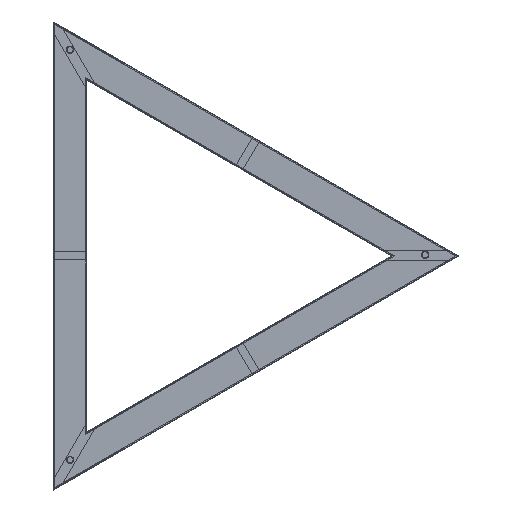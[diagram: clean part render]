
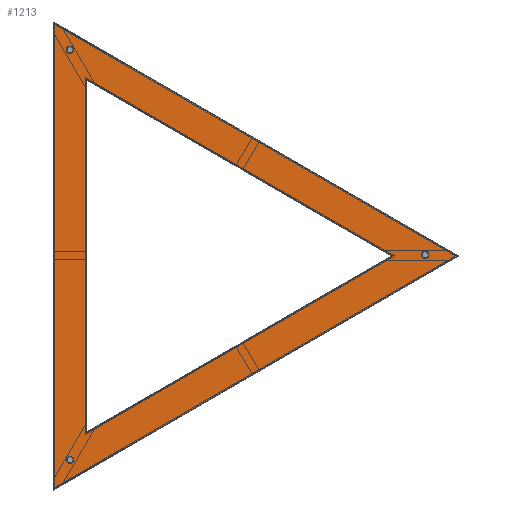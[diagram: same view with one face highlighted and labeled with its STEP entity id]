
A CAD part, top view. The second image highlights one B-rep face of the part: STEP entity #1213.
In plain terms, the highlighted face is planar.
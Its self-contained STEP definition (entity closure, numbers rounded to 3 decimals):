
#79=FACE_BOUND('',#248,.T.);
#80=FACE_BOUND('',#249,.T.);
#81=FACE_BOUND('',#250,.T.);
#82=FACE_BOUND('',#251,.T.);
#112=PLANE('',#1376);
#170=FACE_OUTER_BOUND('',#247,.T.);
#247=EDGE_LOOP('',(#937,#938,#939));
#248=EDGE_LOOP('',(#940));
#249=EDGE_LOOP('',(#941));
#250=EDGE_LOOP('',(#942));
#251=EDGE_LOOP('',(#943,#944,#945));
#349=LINE('',#1922,#476);
#350=LINE('',#1926,#477);
#351=LINE('',#1929,#478);
#360=LINE('',#1950,#487);
#361=LINE('',#1952,#488);
#362=LINE('',#1953,#489);
#476=VECTOR('',#1548,10.);
#477=VECTOR('',#1553,10.);
#478=VECTOR('',#1558,10.);
#487=VECTOR('',#1571,10.);
#488=VECTOR('',#1572,10.);
#489=VECTOR('',#1573,10.);
#569=CIRCLE('',#1349,1.5);
#571=CIRCLE('',#1353,1.5);
#573=CIRCLE('',#1357,1.5);
#591=VERTEX_POINT('',#1830);
#593=VERTEX_POINT('',#1837);
#595=VERTEX_POINT('',#1844);
#625=VERTEX_POINT('',#1919);
#626=VERTEX_POINT('',#1921);
#627=VERTEX_POINT('',#1925);
#636=VERTEX_POINT('',#1948);
#637=VERTEX_POINT('',#1949);
#638=VERTEX_POINT('',#1951);
#695=EDGE_CURVE('',#591,#591,#569,.T.);
#698=EDGE_CURVE('',#593,#593,#571,.T.);
#701=EDGE_CURVE('',#595,#595,#573,.T.);
#739=EDGE_CURVE('',#625,#626,#349,.T.);
#741=EDGE_CURVE('',#626,#627,#350,.T.);
#743=EDGE_CURVE('',#627,#625,#351,.T.);
#752=EDGE_CURVE('',#636,#637,#360,.T.);
#753=EDGE_CURVE('',#638,#636,#361,.T.);
#754=EDGE_CURVE('',#637,#638,#362,.T.);
#937=ORIENTED_EDGE('',*,*,#739,.F.);
#938=ORIENTED_EDGE('',*,*,#743,.F.);
#939=ORIENTED_EDGE('',*,*,#741,.F.);
#940=ORIENTED_EDGE('',*,*,#695,.T.);
#941=ORIENTED_EDGE('',*,*,#698,.T.);
#942=ORIENTED_EDGE('',*,*,#701,.T.);
#943=ORIENTED_EDGE('',*,*,#752,.F.);
#944=ORIENTED_EDGE('',*,*,#753,.F.);
#945=ORIENTED_EDGE('',*,*,#754,.F.);
#1213=ADVANCED_FACE('',(#170,#79,#80,#81,#82),#112,.F.);
#1349=AXIS2_PLACEMENT_3D('',#1831,#1470,#1471);
#1353=AXIS2_PLACEMENT_3D('',#1838,#1479,#1480);
#1357=AXIS2_PLACEMENT_3D('',#1845,#1488,#1489);
#1376=AXIS2_PLACEMENT_3D('',#1947,#1569,#1570);
#1470=DIRECTION('center_axis',(0.,0.,1.));
#1471=DIRECTION('ref_axis',(0.5,-0.866,0.));
#1479=DIRECTION('center_axis',(0.,0.,1.));
#1480=DIRECTION('ref_axis',(0.5,0.866,0.));
#1488=DIRECTION('center_axis',(0.,0.,1.));
#1489=DIRECTION('ref_axis',(-1.,0.,0.));
#1548=DIRECTION('',(-0.866,0.5,0.));
#1553=DIRECTION('',(0.,-1.,0.));
#1558=DIRECTION('',(0.866,0.5,0.));
#1569=DIRECTION('center_axis',(0.,0.,1.));
#1570=DIRECTION('ref_axis',(1.,0.,0.));
#1571=DIRECTION('',(0.,1.,0.));
#1572=DIRECTION('',(-0.866,-0.5,0.));
#1573=DIRECTION('',(0.866,-0.5,0.));
#1830=CARTESIAN_POINT('',(-177.823,307.998,0.));
#1831=CARTESIAN_POINT('Origin',(-177.073,306.699,0.));
#1837=CARTESIAN_POINT('',(-177.823,-307.998,0.));
#1838=CARTESIAN_POINT('Origin',(-177.073,-306.699,0.));
#1844=CARTESIAN_POINT('',(355.645,0.,0.));
#1845=CARTESIAN_POINT('Origin',(354.145,0.,
0.));
#1919=CARTESIAN_POINT('',(402.645,0.,0.));
#1921=CARTESIAN_POINT('',(-201.323,348.701,0.));
#1922=CARTESIAN_POINT('',(252.216,86.85,0.));
#1925=CARTESIAN_POINT('',(-201.323,-348.701,0.));
#1926=CARTESIAN_POINT('',(-201.323,252.989,0.));
#1929=CARTESIAN_POINT('',(16.647,-222.856,0.));
#1947=CARTESIAN_POINT('Origin',(90.054,155.978,0.));
#1948=CARTESIAN_POINT('',(-152.823,-264.696,0.));
#1949=CARTESIAN_POINT('',(-152.823,264.696,0.));
#1950=CARTESIAN_POINT('',(-152.823,-53.71,0.));
#1951=CARTESIAN_POINT('',(305.645,0.,0.));
#1952=CARTESIAN_POINT('',(258.006,-27.504,0.));
#1953=CARTESIAN_POINT('',(-37.643,198.198,0.));
